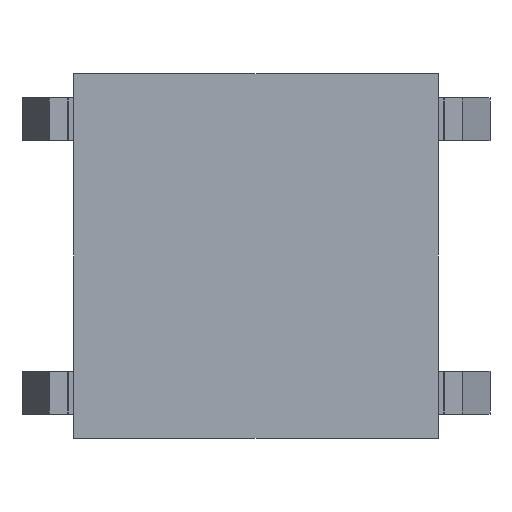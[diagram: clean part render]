
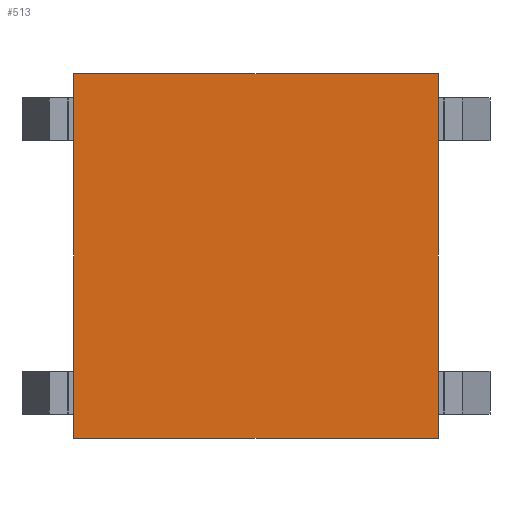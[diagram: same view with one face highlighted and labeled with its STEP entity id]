
A CAD part, front view. The second image highlights one B-rep face of the part: STEP entity #513.
In plain terms, the highlighted planar face has unit normal (0, -1, 0).
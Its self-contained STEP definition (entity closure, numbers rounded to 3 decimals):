
#513=ADVANCED_FACE('NONE',(#1321),#1322,.F.);
#1031=VERTEX_POINT('NONE',#1840);
#1033=VERTEX_POINT('NONE',#1842);
#1035=EDGE_CURVE('NONE',#1031,#1033,#1844,.T.);
#1041=VERTEX_POINT('NONE',#1850);
#1045=EDGE_CURVE('NONE',#1033,#1041,#1854,.T.);
#1047=VERTEX_POINT('NONE',#1856);
#1049=EDGE_CURVE('NONE',#1041,#1047,#1858,.T.);
#1053=EDGE_CURVE('NONE',#1047,#1031,#1862,.T.);
#1321=FACE_OUTER_BOUND('',#2128,.T.);
#1322=PLANE('',#2129);
#1840=CARTESIAN_POINT('',(-3.0,0.0,-3.0));
#1842=CARTESIAN_POINT('',(-3.0,0.0,3.0));
#1844=LINE('',#2940,#2941);
#1850=CARTESIAN_POINT('',(3.0,0.,3.0));
#1854=LINE('',#2958,#2959);
#1856=CARTESIAN_POINT('',(3.0,0.,-3.0));
#1858=LINE('',#2964,#2965);
#1862=LINE('',#2972,#2973);
#2128=EDGE_LOOP('',(#3618,#3619,#3620,#3621));
#2129=AXIS2_PLACEMENT_3D('',#3622,#3623,#3624);
#2940=CARTESIAN_POINT('',(-3.0,0.0,3.0));
#2941=VECTOR('',#3819,1000.0);
#2958=CARTESIAN_POINT('',(-3.0,0.0,3.0));
#2959=VECTOR('',#3823,1000.0);
#2964=CARTESIAN_POINT('',(3.0,0.,3.0));
#2965=VECTOR('',#3824,1000.0);
#2972=CARTESIAN_POINT('',(-3.0,0.0,-3.0));
#2973=VECTOR('',#3826,1000.0);
#3618=ORIENTED_EDGE('',*,*,#1049,.F.);
#3619=ORIENTED_EDGE('',*,*,#1045,.F.);
#3620=ORIENTED_EDGE('',*,*,#1035,.F.);
#3621=ORIENTED_EDGE('',*,*,#1053,.F.);
#3622=CARTESIAN_POINT('',(-3.0,0.0,3.0));
#3623=DIRECTION('',(0.,1.0,0.));
#3624=DIRECTION('',(1.0,0.0,0.));
#3819=DIRECTION('',(0.0,0.0,1.0));
#3823=DIRECTION('',(1.0,0.,-0.0));
#3824=DIRECTION('',(-0.0,-0.0,-1.0));
#3826=DIRECTION('',(-1.0,0.,0.0));
